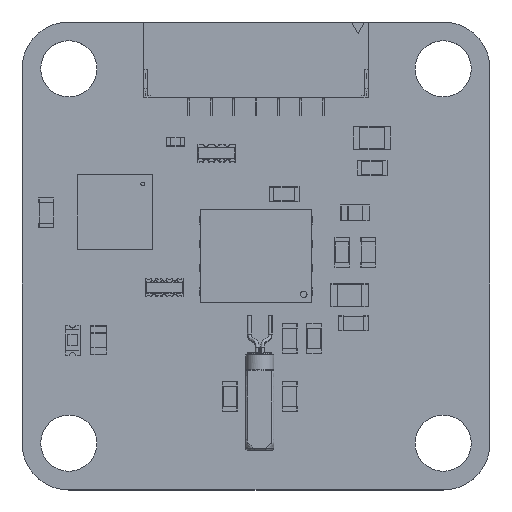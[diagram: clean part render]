
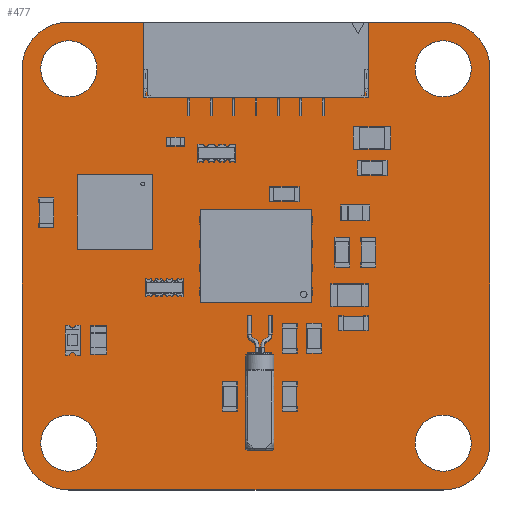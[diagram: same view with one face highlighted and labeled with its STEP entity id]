
A CAD part, top view. The second image highlights one B-rep face of the part: STEP entity #477.
In plain terms, the highlighted planar face has unit normal (0, 0, 1).
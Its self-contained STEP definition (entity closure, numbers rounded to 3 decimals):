
#94 = VERTEX_POINT('',#95);
#95 = CARTESIAN_POINT('',(182.5,-52.5,0.));
#112 = VERTEX_POINT('',#113);
#113 = CARTESIAN_POINT('',(182.5,-72.5,0.));
#119 = EDGE_CURVE('',#94,#112,#120,.T.);
#120 = LINE('',#121,#122);
#121 = CARTESIAN_POINT('',(182.5,-52.5,0.));
#122 = VECTOR('',#123,1.);
#123 = DIRECTION('',(0.,-1.,0.));
#144 = VERTEX_POINT('',#145);
#145 = CARTESIAN_POINT('',(180.,-50.,0.));
#151 = EDGE_CURVE('',#94,#144,#152,.T.);
#152 = CIRCLE('',#153,2.5);
#153 = AXIS2_PLACEMENT_3D('',#154,#155,#156);
#154 = CARTESIAN_POINT('',(180.,-52.5,0.));
#155 = DIRECTION('',(0.,0.,1.));
#156 = DIRECTION('',(1.,0.,0.));
#167 = VERTEX_POINT('',#168);
#168 = CARTESIAN_POINT('',(180.,-75.,0.));
#184 = EDGE_CURVE('',#167,#112,#185,.T.);
#185 = CIRCLE('',#186,2.5);
#186 = AXIS2_PLACEMENT_3D('',#187,#188,#189);
#187 = CARTESIAN_POINT('',(180.,-72.5,0.));
#188 = DIRECTION('',(0.,0.,1.));
#189 = DIRECTION('',(1.,0.,0.));
#200 = VERTEX_POINT('',#201);
#201 = CARTESIAN_POINT('',(160.,-50.,0.));
#216 = EDGE_CURVE('',#200,#144,#217,.T.);
#217 = LINE('',#218,#219);
#218 = CARTESIAN_POINT('',(160.,-50.,0.));
#219 = VECTOR('',#220,1.);
#220 = DIRECTION('',(1.,0.,0.));
#240 = VERTEX_POINT('',#241);
#241 = CARTESIAN_POINT('',(160.,-75.,0.));
#247 = EDGE_CURVE('',#167,#240,#248,.T.);
#248 = LINE('',#249,#250);
#249 = CARTESIAN_POINT('',(180.,-75.,0.));
#250 = VECTOR('',#251,1.);
#251 = DIRECTION('',(-1.,0.,0.));
#272 = VERTEX_POINT('',#273);
#273 = CARTESIAN_POINT('',(157.5,-52.5,0.));
#279 = EDGE_CURVE('',#200,#272,#280,.T.);
#280 = CIRCLE('',#281,2.5);
#281 = AXIS2_PLACEMENT_3D('',#282,#283,#284);
#282 = CARTESIAN_POINT('',(160.,-52.5,0.));
#283 = DIRECTION('',(0.,0.,1.));
#284 = DIRECTION('',(1.,0.,0.));
#295 = VERTEX_POINT('',#296);
#296 = CARTESIAN_POINT('',(157.5,-72.5,0.));
#312 = EDGE_CURVE('',#295,#240,#313,.T.);
#313 = CIRCLE('',#314,2.5);
#314 = AXIS2_PLACEMENT_3D('',#315,#316,#317);
#315 = CARTESIAN_POINT('',(160.,-72.5,0.));
#316 = DIRECTION('',(0.,0.,1.));
#317 = DIRECTION('',(1.,0.,0.));
#335 = EDGE_CURVE('',#295,#272,#336,.T.);
#336 = LINE('',#337,#338);
#337 = CARTESIAN_POINT('',(157.5,-72.5,0.));
#338 = VECTOR('',#339,1.);
#339 = DIRECTION('',(0.,1.,0.));
#350 = VERTEX_POINT('',#351);
#351 = CARTESIAN_POINT('',(181.5,-72.5,0.));
#367 = EDGE_CURVE('',#350,#350,#368,.T.);
#368 = CIRCLE('',#369,1.5);
#369 = AXIS2_PLACEMENT_3D('',#370,#371,#372);
#370 = CARTESIAN_POINT('',(180.,-72.5,0.));
#371 = DIRECTION('',(0.,0.,1.));
#372 = DIRECTION('',(1.,0.,-0.));
#383 = VERTEX_POINT('',#384);
#384 = CARTESIAN_POINT('',(181.5,-52.5,0.));
#400 = EDGE_CURVE('',#383,#383,#401,.T.);
#401 = CIRCLE('',#402,1.5);
#402 = AXIS2_PLACEMENT_3D('',#403,#404,#405);
#403 = CARTESIAN_POINT('',(180.,-52.5,0.));
#404 = DIRECTION('',(0.,0.,1.));
#405 = DIRECTION('',(1.,0.,-0.));
#416 = VERTEX_POINT('',#417);
#417 = CARTESIAN_POINT('',(161.5,-52.5,0.));
#433 = EDGE_CURVE('',#416,#416,#434,.T.);
#434 = CIRCLE('',#435,1.5);
#435 = AXIS2_PLACEMENT_3D('',#436,#437,#438);
#436 = CARTESIAN_POINT('',(160.,-52.5,0.));
#437 = DIRECTION('',(0.,0.,1.));
#438 = DIRECTION('',(1.,0.,-0.));
#449 = VERTEX_POINT('',#450);
#450 = CARTESIAN_POINT('',(161.5,-72.5,0.));
#466 = EDGE_CURVE('',#449,#449,#467,.T.);
#467 = CIRCLE('',#468,1.5);
#468 = AXIS2_PLACEMENT_3D('',#469,#470,#471);
#469 = CARTESIAN_POINT('',(160.,-72.5,0.));
#470 = DIRECTION('',(0.,0.,1.));
#471 = DIRECTION('',(1.,0.,-0.));
#477 = ADVANCED_FACE('',(#478,#488,#491,#494,#497),#500,.F.);
#478 = FACE_BOUND('',#479,.F.);
#479 = EDGE_LOOP('',(#480,#481,#482,#483,#484,#485,#486,#487));
#480 = ORIENTED_EDGE('',*,*,#119,.T.);
#481 = ORIENTED_EDGE('',*,*,#184,.F.);
#482 = ORIENTED_EDGE('',*,*,#247,.T.);
#483 = ORIENTED_EDGE('',*,*,#312,.F.);
#484 = ORIENTED_EDGE('',*,*,#335,.T.);
#485 = ORIENTED_EDGE('',*,*,#279,.F.);
#486 = ORIENTED_EDGE('',*,*,#216,.T.);
#487 = ORIENTED_EDGE('',*,*,#151,.F.);
#488 = FACE_BOUND('',#489,.F.);
#489 = EDGE_LOOP('',(#490));
#490 = ORIENTED_EDGE('',*,*,#367,.T.);
#491 = FACE_BOUND('',#492,.F.);
#492 = EDGE_LOOP('',(#493));
#493 = ORIENTED_EDGE('',*,*,#400,.T.);
#494 = FACE_BOUND('',#495,.F.);
#495 = EDGE_LOOP('',(#496));
#496 = ORIENTED_EDGE('',*,*,#433,.T.);
#497 = FACE_BOUND('',#498,.F.);
#498 = EDGE_LOOP('',(#499));
#499 = ORIENTED_EDGE('',*,*,#466,.T.);
#500 = PLANE('',#501);
#501 = AXIS2_PLACEMENT_3D('',#502,#503,#504);
#502 = CARTESIAN_POINT('',(170.,-62.5,0.));
#503 = DIRECTION('',(-0.,-0.,-1.));
#504 = DIRECTION('',(-1.,0.,0.));
